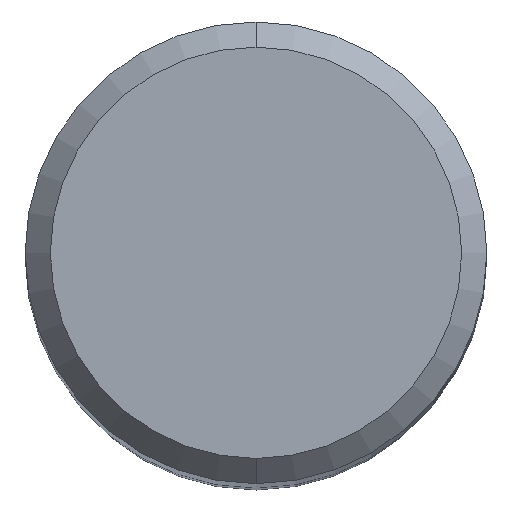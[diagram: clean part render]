
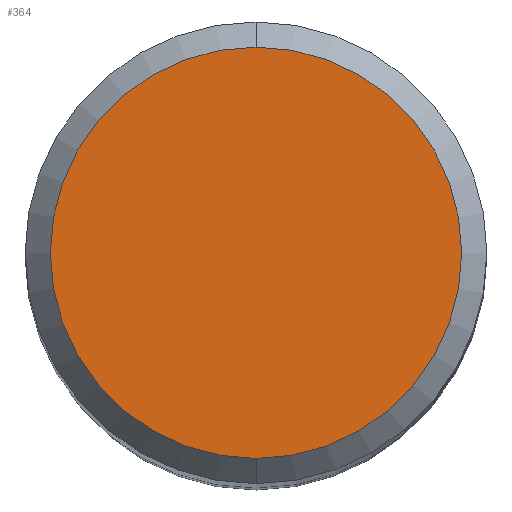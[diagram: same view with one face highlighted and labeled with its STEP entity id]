
A CAD part, top view. The second image highlights one B-rep face of the part: STEP entity #364.
In plain terms, the highlighted planar face has unit normal (0, 0, 1).
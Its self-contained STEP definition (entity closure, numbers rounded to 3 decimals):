
#216=EDGE_CURVE('',#272,#384,#520,.T.);
#272=VERTEX_POINT('',#583);
#314=EDGE_CURVE('',#384,#272,#629,.T.);
#364=ADVANCED_FACE('',(#685),#686,.T.);
#384=VERTEX_POINT('',#709);
#520=CIRCLE('',#886,4.9);
#583=CARTESIAN_POINT('',(0.,-4.9,0.0));
#629=CIRCLE('',#1043,4.9);
#685=FACE_OUTER_BOUND('',#1152,.T.);
#686=PLANE('',#1153);
#709=CARTESIAN_POINT('',(0.0,4.9,0.0));
#886=AXIS2_PLACEMENT_3D('',#1519,#1520,#1521);
#1043=AXIS2_PLACEMENT_3D('',#1658,#1659,#1660);
#1152=EDGE_LOOP('',(#1723,#1724));
#1153=AXIS2_PLACEMENT_3D('',#1725,#1726,#1727);
#1519=CARTESIAN_POINT('',(0.0,0.0,0.0));
#1520=DIRECTION('',(0.0,0.0,-1.0));
#1521=DIRECTION('',(0.0,1.0,0.0));
#1658=CARTESIAN_POINT('',(0.0,0.0,0.0));
#1659=DIRECTION('',(0.0,0.0,-1.0));
#1660=DIRECTION('',(0.0,1.0,0.0));
#1723=ORIENTED_EDGE('',*,*,#314,.F.);
#1724=ORIENTED_EDGE('',*,*,#216,.F.);
#1725=CARTESIAN_POINT('',(0.0,2.45,0.0));
#1726=DIRECTION('',(-0.0,0.0,1.0));
#1727=DIRECTION('',(0.0,-1.0,0.0));
